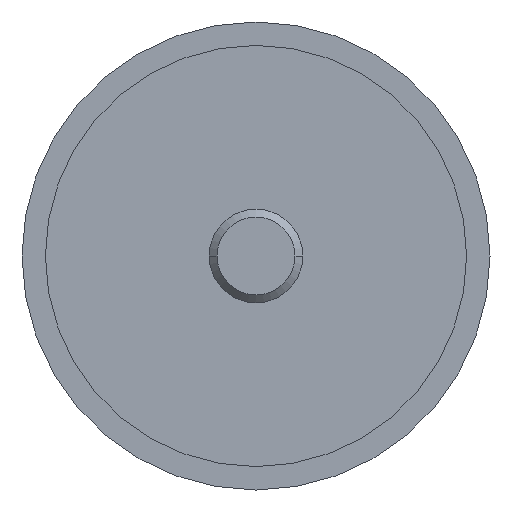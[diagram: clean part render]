
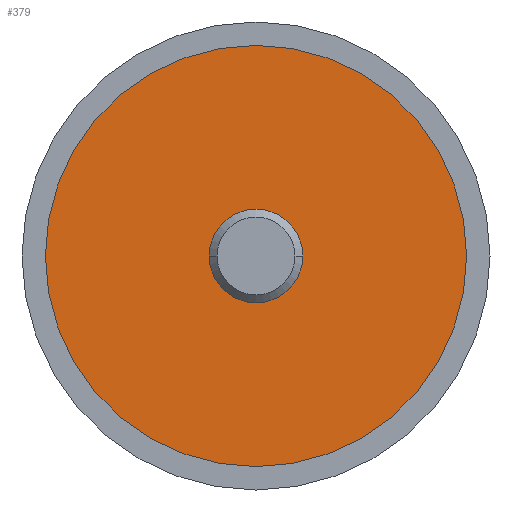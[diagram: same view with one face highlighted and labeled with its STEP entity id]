
A CAD part, front view. The second image highlights one B-rep face of the part: STEP entity #379.
In plain terms, the highlighted planar face has unit normal (0, -1, 0).
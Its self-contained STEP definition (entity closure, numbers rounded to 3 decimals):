
#277=VERTEX_POINT('',#638);
#313=EDGE_CURVE('',#485,#461,#678,.T.);
#339=EDGE_CURVE('',#461,#485,#708,.T.);
#379=ADVANCED_FACE('',(#749,#750),#751,.T.);
#391=EDGE_CURVE('',#513,#277,#763,.T.);
#461=VERTEX_POINT('',#848);
#485=VERTEX_POINT('',#873);
#493=EDGE_CURVE('',#277,#513,#882,.T.);
#513=VERTEX_POINT('',#904);
#638=CARTESIAN_POINT('',(18.0,0.0,0.0));
#678=CIRCLE('',#1102,4.0);
#708=CIRCLE('',#1138,4.0);
#749=FACE_BOUND('',#1195,.T.);
#750=FACE_OUTER_BOUND('',#1196,.T.);
#751=PLANE('',#1197);
#763=CIRCLE('',#1214,18.0);
#848=CARTESIAN_POINT('',(4.0,0.0,0.));
#873=CARTESIAN_POINT('',(-4.0,0.0,0.));
#882=CIRCLE('',#1362,18.0);
#904=CARTESIAN_POINT('',(-18.0,0.0,0.));
#1102=AXIS2_PLACEMENT_3D('',#1573,#1574,#1575);
#1138=AXIS2_PLACEMENT_3D('',#1613,#1614,#1615);
#1195=EDGE_LOOP('',(#1646,#1647));
#1196=EDGE_LOOP('',(#1648,#1649));
#1197=AXIS2_PLACEMENT_3D('',#1650,#1651,#1652);
#1214=AXIS2_PLACEMENT_3D('',#1655,#1656,#1657);
#1362=AXIS2_PLACEMENT_3D('',#1830,#1831,#1832);
#1573=CARTESIAN_POINT('',(0.0,0.0,0.0));
#1574=DIRECTION('',(-0.0,1.0,0.0));
#1575=DIRECTION('',(1.0,0.0,0.0));
#1613=CARTESIAN_POINT('',(0.0,0.0,0.0));
#1614=DIRECTION('',(-0.0,1.0,0.0));
#1615=DIRECTION('',(1.0,0.0,0.0));
#1646=ORIENTED_EDGE('',*,*,#313,.T.);
#1647=ORIENTED_EDGE('',*,*,#339,.T.);
#1648=ORIENTED_EDGE('',*,*,#493,.T.);
#1649=ORIENTED_EDGE('',*,*,#391,.T.);
#1650=CARTESIAN_POINT('',(0.0,0.0,0.0));
#1651=DIRECTION('',(0.0,-1.0,0.0));
#1652=DIRECTION('',(-1.0,0.0,0.0));
#1655=CARTESIAN_POINT('',(0.0,0.0,0.0));
#1656=DIRECTION('',(0.0,-1.0,0.0));
#1657=DIRECTION('',(1.0,0.0,0.0));
#1830=CARTESIAN_POINT('',(0.0,0.0,0.0));
#1831=DIRECTION('',(0.0,-1.0,0.0));
#1832=DIRECTION('',(1.0,0.0,0.0));
